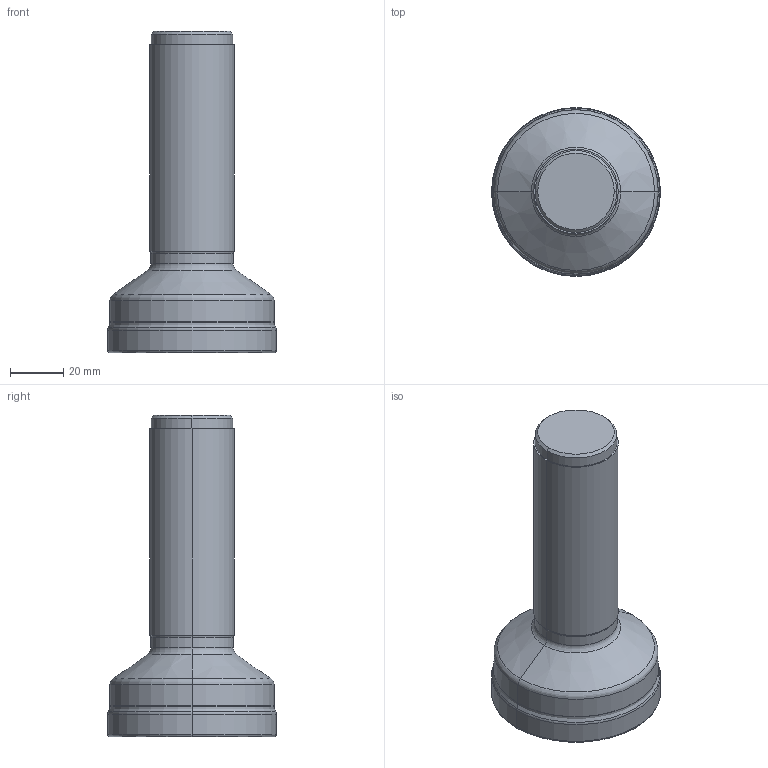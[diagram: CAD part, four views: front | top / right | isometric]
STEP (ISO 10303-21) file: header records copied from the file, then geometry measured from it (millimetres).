
FILE_DESCRIPTION(/* description */ (''),/* implementation_level */ '2;1');
FILE_NAME(/* name */ 'WWX400UR4005FA20M_IR0_031.stp',/* time_stamp */ '2021-02-02T08:24:50+09:00',/* author */ (''),/* organization */ (''),/* preprocessor_version */ 'ST-DEVELOPER v16',/* originating_system */ 'SIEMENS PLM Software NX 10.0',/* authorisation */ '');
FILE_SCHEMA (('AUTOMOTIVE_DESIGN { 1 0 10303 214 3 1 1 1 }'));
Length unit declared in the file: millimetre
Products named in the file (1): WWX400UR4005FA20M_IR0_031_ASM
Bounding box: 63.5 x 63.5 x 120.65 mm (x, y, z)
Volume: 167407.8 mm3; surface area: 26667.6 mm2
Topology: 2 solids, 2 shells, 98 faces, 251 edges, 191 vertices
Faces by surface type: torus 30, revolution 22, bspline 20, cone 12, cylinder 10, plane 4
Entity records: 4287 total; most frequent: CARTESIAN_POINT 1779, DIRECTION 540, ORIENTED_EDGE 440, AXIS2_PLACEMENT_3D 247, EDGE_CURVE 220, CIRCLE 180, VERTEX_POINT 126, EDGE_LOOP 100
